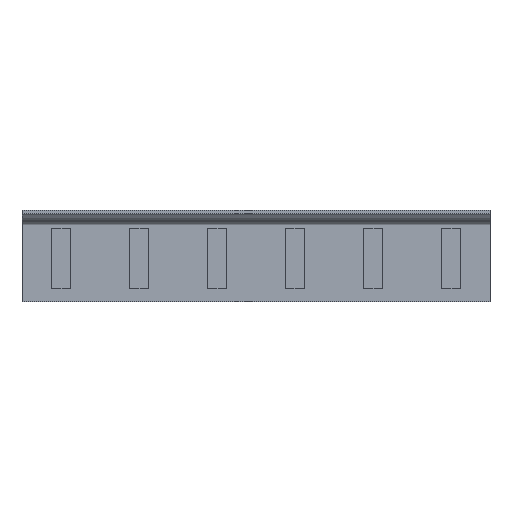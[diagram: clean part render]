
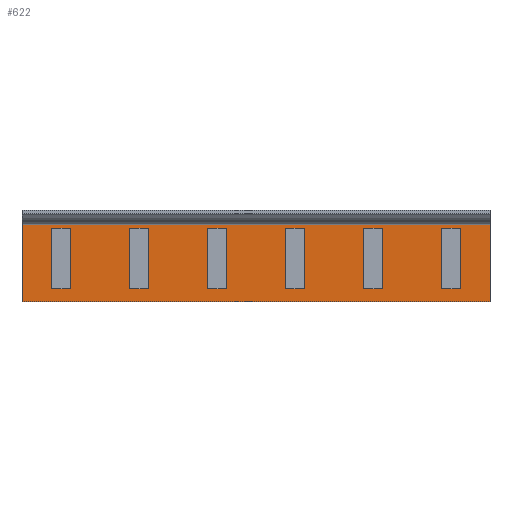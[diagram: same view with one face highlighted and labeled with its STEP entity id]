
A CAD part, top view. The second image highlights one B-rep face of the part: STEP entity #622.
In plain terms, the highlighted planar face has unit normal (0, 0, 1).
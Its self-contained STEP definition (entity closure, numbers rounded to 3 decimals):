
#60=FACE_OUTER_BOUND('',#90,.T.);
#90=EDGE_LOOP('',(#477,#478,#479,#480));
#140=LINE('',#953,#220);
#141=LINE('',#956,#221);
#142=LINE('',#958,#222);
#143=LINE('',#959,#223);
#220=VECTOR('',#759,1.);
#221=VECTOR('',#762,1.);
#222=VECTOR('',#763,1.);
#223=VECTOR('',#764,1.);
#297=VERTEX_POINT('',#946);
#300=VERTEX_POINT('',#951);
#301=VERTEX_POINT('',#955);
#302=VERTEX_POINT('',#957);
#380=EDGE_CURVE('',#297,#300,#140,.T.);
#381=EDGE_CURVE('',#301,#297,#141,.T.);
#382=EDGE_CURVE('',#302,#300,#142,.T.);
#383=EDGE_CURVE('',#301,#302,#143,.T.);
#477=ORIENTED_EDGE('',*,*,#381,.T.);
#478=ORIENTED_EDGE('',*,*,#380,.T.);
#479=ORIENTED_EDGE('',*,*,#382,.F.);
#480=ORIENTED_EDGE('',*,*,#383,.F.);
#600=PLANE('',#677);
#622=ADVANCED_FACE('',(#60),#600,.T.);
#677=AXIS2_PLACEMENT_3D('',#954,#760,#761);
#759=DIRECTION('',(1.,0.,0.));
#760=DIRECTION('center_axis',(0.,0.,1.));
#761=DIRECTION('ref_axis',(0.,-1.,0.));
#762=DIRECTION('',(0.,-1.,0.));
#763=DIRECTION('',(0.,-1.,0.));
#764=DIRECTION('',(1.,0.,0.));
#946=CARTESIAN_POINT('',(9.293,-2.075,1.2));
#951=CARTESIAN_POINT('',(189.293,-2.075,1.2));
#953=CARTESIAN_POINT('',(9.293,-2.075,1.2));
#954=CARTESIAN_POINT('Origin',(9.293,30.725,1.2));
#955=CARTESIAN_POINT('',(9.293,30.725,1.2));
#956=CARTESIAN_POINT('',(9.293,30.725,1.2));
#957=CARTESIAN_POINT('',(189.293,30.725,1.2));
#958=CARTESIAN_POINT('',(189.293,30.725,1.2));
#959=CARTESIAN_POINT('',(9.293,30.725,1.2));
